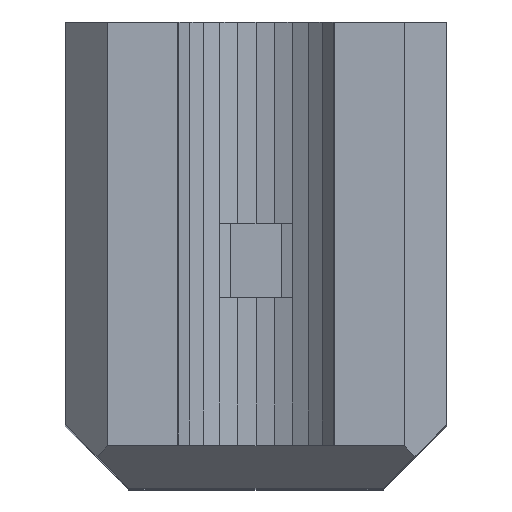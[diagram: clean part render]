
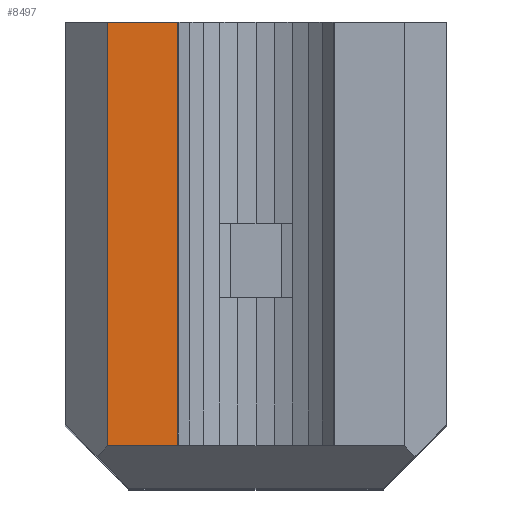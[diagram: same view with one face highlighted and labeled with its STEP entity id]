
A CAD part, top view. The second image highlights one B-rep face of the part: STEP entity #8497.
In plain terms, the highlighted planar face has unit normal (0, 0, 1).
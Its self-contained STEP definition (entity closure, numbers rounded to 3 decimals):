
#98 = PLANE('',#99);
#99 = AXIS2_PLACEMENT_3D('',#100,#101,#102);
#100 = CARTESIAN_POINT('',(-9.,0.,0.));
#101 = DIRECTION('',(0.,1.,0.));
#102 = DIRECTION('',(0.,0.,1.));
#123 = PLANE('',#124);
#124 = AXIS2_PLACEMENT_3D('',#125,#126,#127);
#125 = CARTESIAN_POINT('',(-17.607,-26.,36.393));
#126 = DIRECTION('',(-0.707,0.,0.707));
#127 = DIRECTION('',(0.707,0.,0.707));
#2045 = PLANE('',#2046);
#2046 = AXIS2_PLACEMENT_3D('',#2047,#2048,#2049);
#2047 = CARTESIAN_POINT('',(15.,-30.607,36.393));
#2048 = DIRECTION('',(0.,-0.707,
    0.707));
#2049 = DIRECTION('',(0.,0.707,0.707)
  );
#2062 = VERTEX_POINT('',#2063);
#2063 = CARTESIAN_POINT('',(-7.,-20.,47.));
#2082 = EDGE_CURVE('',#2083,#2062,#2085,.T.);
#2083 = VERTEX_POINT('',#2084);
#2084 = CARTESIAN_POINT('',(-7.,0.,47.));
#2085 = SURFACE_CURVE('',#2086,(#2090,#2096),.PCURVE_S1.);
#2086 = LINE('',#2087,#2088);
#2087 = CARTESIAN_POINT('',(-7.,-24.,47.));
#2088 = VECTOR('',#2089,1.);
#2089 = DIRECTION('',(0.,-1.,0.));
#2090 = PCURVE('',#123,#2091);
#2091 = DEFINITIONAL_REPRESENTATION('',(#2092),#2095);
#2092 = B_SPLINE_CURVE_WITH_KNOTS('',1,(#2093,#2094),.UNSPECIFIED.,.F.,
  .F.,(2,2),(-26.2,-1.05),.PIECEWISE_BEZIER_KNOTS.);
#2093 = CARTESIAN_POINT('',(15.,28.2));
#2094 = CARTESIAN_POINT('',(15.,3.05));
#2095 = ( GEOMETRIC_REPRESENTATION_CONTEXT(2) 
PARAMETRIC_REPRESENTATION_CONTEXT() REPRESENTATION_CONTEXT('2D SPACE',''
  ) );
#2096 = PCURVE('',#2097,#2102);
#2097 = PLANE('',#2098);
#2098 = AXIS2_PLACEMENT_3D('',#2099,#2100,#2101);
#2099 = CARTESIAN_POINT('',(-9.,-22.,47.));
#2100 = DIRECTION('',(0.,0.,1.));
#2101 = DIRECTION('',(1.,0.,0.));
#2102 = DEFINITIONAL_REPRESENTATION('',(#2103),#2106);
#2103 = B_SPLINE_CURVE_WITH_KNOTS('',1,(#2104,#2105),.UNSPECIFIED.,.F.,
  .F.,(2,2),(-26.2,-1.05),.PIECEWISE_BEZIER_KNOTS.);
#2104 = CARTESIAN_POINT('',(2.,24.2));
#2105 = CARTESIAN_POINT('',(2.,-0.95));
#2106 = ( GEOMETRIC_REPRESENTATION_CONTEXT(2) 
PARAMETRIC_REPRESENTATION_CONTEXT() REPRESENTATION_CONTEXT('2D SPACE',''
  ) );
#2183 = EDGE_CURVE('',#2083,#2184,#2186,.T.);
#2184 = VERTEX_POINT('',#2185);
#2185 = CARTESIAN_POINT('',(-3.682,0.,47.));
#2186 = SURFACE_CURVE('',#2187,(#2191,#2198),.PCURVE_S1.);
#2187 = LINE('',#2188,#2189);
#2188 = CARTESIAN_POINT('',(-9.,0.,47.));
#2189 = VECTOR('',#2190,1.);
#2190 = DIRECTION('',(1.,0.,0.));
#2191 = PCURVE('',#98,#2192);
#2192 = DEFINITIONAL_REPRESENTATION('',(#2193),#2197);
#2193 = LINE('',#2194,#2195);
#2194 = CARTESIAN_POINT('',(47.,0.));
#2195 = VECTOR('',#2196,1.);
#2196 = DIRECTION('',(0.,1.));
#2197 = ( GEOMETRIC_REPRESENTATION_CONTEXT(2) 
PARAMETRIC_REPRESENTATION_CONTEXT() REPRESENTATION_CONTEXT('2D SPACE',''
  ) );
#2198 = PCURVE('',#2097,#2199);
#2199 = DEFINITIONAL_REPRESENTATION('',(#2200),#2204);
#2200 = LINE('',#2201,#2202);
#2201 = CARTESIAN_POINT('',(0.,22.));
#2202 = VECTOR('',#2203,1.);
#2203 = DIRECTION('',(1.,0.));
#2204 = ( GEOMETRIC_REPRESENTATION_CONTEXT(2) 
PARAMETRIC_REPRESENTATION_CONTEXT() REPRESENTATION_CONTEXT('2D SPACE',''
  ) );
#2221 = PLANE('',#2222);
#2222 = AXIS2_PLACEMENT_3D('',#2223,#2224,#2225);
#2223 = CARTESIAN_POINT('',(-3.994,-20.,46.298));
#2224 = DIRECTION('',(0.914,0.,
    -0.407));
#2225 = DIRECTION('',(0.407,0.,0.914)
  );
#6963 = VERTEX_POINT('',#6964);
#6964 = CARTESIAN_POINT('',(-3.682,-20.,47.));
#6988 = EDGE_CURVE('',#2062,#6963,#6989,.T.);
#6989 = SURFACE_CURVE('',#6990,(#6994,#7000),.PCURVE_S1.);
#6990 = LINE('',#6991,#6992);
#6991 = CARTESIAN_POINT('',(3.,-20.,47.));
#6992 = VECTOR('',#6993,1.);
#6993 = DIRECTION('',(1.,0.,0.));
#6994 = PCURVE('',#2045,#6995);
#6995 = DEFINITIONAL_REPRESENTATION('',(#6996),#6999);
#6996 = B_SPLINE_CURVE_WITH_KNOTS('',1,(#6997,#6998),.UNSPECIFIED.,.F.,
  .F.,(2,2),(-12.,6.),.PIECEWISE_BEZIER_KNOTS.);
#6997 = CARTESIAN_POINT('',(15.,24.));
#6998 = CARTESIAN_POINT('',(15.,6.));
#6999 = ( GEOMETRIC_REPRESENTATION_CONTEXT(2) 
PARAMETRIC_REPRESENTATION_CONTEXT() REPRESENTATION_CONTEXT('2D SPACE',''
  ) );
#7000 = PCURVE('',#2097,#7001);
#7001 = DEFINITIONAL_REPRESENTATION('',(#7002),#7005);
#7002 = B_SPLINE_CURVE_WITH_KNOTS('',1,(#7003,#7004),.UNSPECIFIED.,.F.,
  .F.,(2,2),(-12.,6.),.PIECEWISE_BEZIER_KNOTS.);
#7003 = CARTESIAN_POINT('',(0.,2.));
#7004 = CARTESIAN_POINT('',(18.,2.));
#7005 = ( GEOMETRIC_REPRESENTATION_CONTEXT(2) 
PARAMETRIC_REPRESENTATION_CONTEXT() REPRESENTATION_CONTEXT('2D SPACE',''
  ) );
#8497 = ADVANCED_FACE('',(#8498),#2097,.T.);
#8498 = FACE_BOUND('',#8499,.T.);
#8499 = EDGE_LOOP('',(#8500,#8501,#8502,#8503));
#8500 = ORIENTED_EDGE('',*,*,#2183,.F.);
#8501 = ORIENTED_EDGE('',*,*,#2082,.T.);
#8502 = ORIENTED_EDGE('',*,*,#6988,.T.);
#8503 = ORIENTED_EDGE('',*,*,#8504,.T.);
#8504 = EDGE_CURVE('',#6963,#2184,#8505,.T.);
#8505 = SURFACE_CURVE('',#8506,(#8510,#8516),.PCURVE_S1.);
#8506 = LINE('',#8507,#8508);
#8507 = CARTESIAN_POINT('',(-3.682,-21.,47.));
#8508 = VECTOR('',#8509,1.);
#8509 = DIRECTION('',(0.,1.,0.));
#8510 = PCURVE('',#2097,#8511);
#8511 = DEFINITIONAL_REPRESENTATION('',(#8512),#8515);
#8512 = B_SPLINE_CURVE_WITH_KNOTS('',1,(#8513,#8514),.UNSPECIFIED.,.F.,
  .F.,(2,2),(-3.2,23.2),.PIECEWISE_BEZIER_KNOTS.);
#8513 = CARTESIAN_POINT('',(5.318,-2.2));
#8514 = CARTESIAN_POINT('',(5.318,24.2));
#8515 = ( GEOMETRIC_REPRESENTATION_CONTEXT(2) 
PARAMETRIC_REPRESENTATION_CONTEXT() REPRESENTATION_CONTEXT('2D SPACE',''
  ) );
#8516 = PCURVE('',#2221,#8517);
#8517 = DEFINITIONAL_REPRESENTATION('',(#8518),#8521);
#8518 = B_SPLINE_CURVE_WITH_KNOTS('',1,(#8519,#8520),.UNSPECIFIED.,.F.,
  .F.,(2,2),(-3.2,23.2),.PIECEWISE_BEZIER_KNOTS.);
#8519 = CARTESIAN_POINT('',(0.769,4.2));
#8520 = CARTESIAN_POINT('',(0.769,-22.2));
#8521 = ( GEOMETRIC_REPRESENTATION_CONTEXT(2) 
PARAMETRIC_REPRESENTATION_CONTEXT() REPRESENTATION_CONTEXT('2D SPACE',''
  ) );
